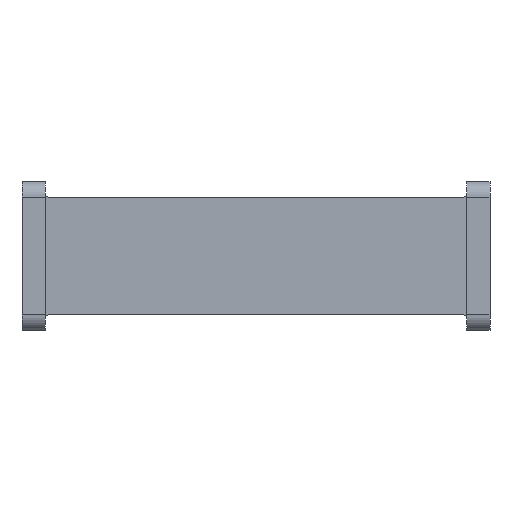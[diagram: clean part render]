
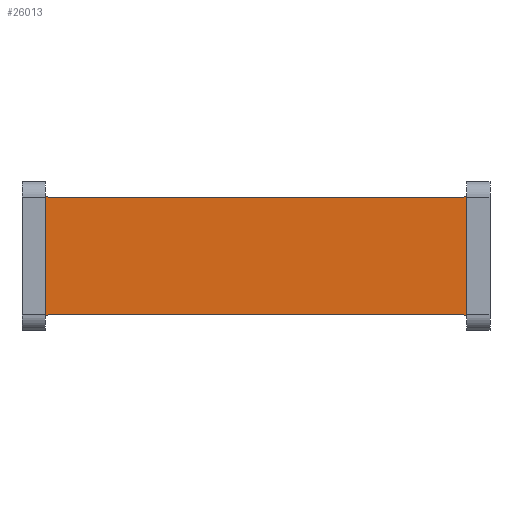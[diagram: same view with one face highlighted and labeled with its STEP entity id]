
A CAD part, front view. The second image highlights one B-rep face of the part: STEP entity #26013.
In plain terms, the highlighted planar face has unit normal (0, -1, 0).
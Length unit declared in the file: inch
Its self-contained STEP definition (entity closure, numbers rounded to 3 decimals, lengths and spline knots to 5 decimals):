
#403 = VECTOR ( 'NONE', #12077, 39.37008 ) ;
#1014 = CARTESIAN_POINT ( 'NONE',  ( -1.06299, -0.12992, 0.31528 ) ) ;
#2438 = VERTEX_POINT ( 'NONE', #1014 ) ;
#2732 = ORIENTED_EDGE ( 'NONE', *, *, #14025, .T. ) ;
#3262 = ORIENTED_EDGE ( 'NONE', *, *, #34116, .T. ) ;
#4301 = VERTEX_POINT ( 'NONE', #40378 ) ;
#4813 = CARTESIAN_POINT ( 'NONE',  ( 1.04299, -0.12992, 0.29528 ) ) ;
#5133 = LINE ( 'NONE', #48416, #42661 ) ;
#6585 = DIRECTION ( 'NONE',  ( 0., 0., 1. ) ) ;
#7034 = EDGE_CURVE ( 'NONE', #50889, #13683, #48075, .T. ) ;
#8198 = ORIENTED_EDGE ( 'NONE', *, *, #28844, .F. ) ;
#8344 = EDGE_CURVE ( 'NONE', #32825, #4301, #25074, .T. ) ;
#8405 = CIRCLE ( 'NONE', #38884, 0.02 ) ;
#8892 = CARTESIAN_POINT ( 'NONE',  ( 1.06299, -0.12992, 0.29528 ) ) ;
#9678 = DIRECTION ( 'NONE',  ( 0., 1., 0. ) ) ;
#9873 = VECTOR ( 'NONE', #12759, 39.37008 ) ;
#10531 = EDGE_CURVE ( 'NONE', #30555, #32825, #41538, .T. ) ;
#12077 = DIRECTION ( 'NONE',  ( 0., 0., 1. ) ) ;
#12759 = DIRECTION ( 'NONE',  ( 0., 0., 1. ) ) ;
#13683 = VERTEX_POINT ( 'NONE', #31968 ) ;
#14025 = EDGE_CURVE ( 'NONE', #4301, #50889, #8405, .T. ) ;
#14386 = FACE_OUTER_BOUND ( 'NONE', #40536, .T. ) ;
#15958 = CARTESIAN_POINT ( 'NONE',  ( -1.06299, -0.12992, 0. ) ) ;
#17382 = DIRECTION ( 'NONE',  ( 0., 1., 0. ) ) ;
#19746 = PLANE ( 'NONE',  #30361 ) ;
#19825 = ORIENTED_EDGE ( 'NONE', *, *, #7034, .T. ) ;
#20843 = DIRECTION ( 'NONE',  ( 1., 0., 0. ) ) ;
#21626 = CARTESIAN_POINT ( 'NONE',  ( 1.04299, -0.12992, 0.31528 ) ) ;
#21664 = AXIS2_PLACEMENT_3D ( 'NONE', #24872, #17382, #25631 ) ;
#23665 = ORIENTED_EDGE ( 'NONE', *, *, #8344, .T. ) ;
#23854 = CARTESIAN_POINT ( 'NONE',  ( -1.1811, -0.12992, 0.29528 ) ) ;
#24872 = CARTESIAN_POINT ( 'NONE',  ( -1.04299, -0.12992, -0.31528 ) ) ;
#25074 = LINE ( 'NONE', #32299, #28790 ) ;
#25631 = DIRECTION ( 'NONE',  ( 0., 0., 1. ) ) ;
#25749 = EDGE_CURVE ( 'NONE', #13683, #45596, #43507, .T. ) ;
#26013 = ADVANCED_FACE ( 'NONE', ( #14386 ), #19746, .F. ) ;
#26522 = DIRECTION ( 'NONE',  ( 0., 1., 0. ) ) ;
#26694 = CARTESIAN_POINT ( 'NONE',  ( -1.06299, -0.12992, -0.31528 ) ) ;
#28439 = CIRCLE ( 'NONE', #50670, 0.02 ) ;
#28686 = AXIS2_PLACEMENT_3D ( 'NONE', #21626, #44559, #33735 ) ;
#28790 = VECTOR ( 'NONE', #32811, 39.37008 ) ;
#28844 = EDGE_CURVE ( 'NONE', #42650, #45596, #5133, .T. ) ;
#30361 = AXIS2_PLACEMENT_3D ( 'NONE', #23854, #47304, #39580 ) ;
#30555 = VERTEX_POINT ( 'NONE', #26694 ) ;
#30899 = CARTESIAN_POINT ( 'NONE',  ( 1.04299, -0.12992, -0.31528 ) ) ;
#31968 = CARTESIAN_POINT ( 'NONE',  ( 1.06299, -0.12992, 0.31528 ) ) ;
#32299 = CARTESIAN_POINT ( 'NONE',  ( -1.1811, -0.12992, -0.29528 ) ) ;
#32406 = EDGE_CURVE ( 'NONE', #30555, #2438, #42763, .T. ) ;
#32593 = CARTESIAN_POINT ( 'NONE',  ( -1.04299, -0.12992, 0.29528 ) ) ;
#32811 = DIRECTION ( 'NONE',  ( 1., 0., 0. ) ) ;
#32825 = VERTEX_POINT ( 'NONE', #42897 ) ;
#33735 = DIRECTION ( 'NONE',  ( 0., 0., 1. ) ) ;
#34116 = EDGE_CURVE ( 'NONE', #42650, #2438, #28439, .T. ) ;
#35557 = ORIENTED_EDGE ( 'NONE', *, *, #10531, .T. ) ;
#38884 = AXIS2_PLACEMENT_3D ( 'NONE', #30899, #26522, #50485 ) ;
#39580 = DIRECTION ( 'NONE',  ( 1., 0., 0. ) ) ;
#40378 = CARTESIAN_POINT ( 'NONE',  ( 1.04299, -0.12992, -0.29528 ) ) ;
#40536 = EDGE_LOOP ( 'NONE', ( #50528, #35557, #23665, #2732, #19825, #41594, #8198, #3262 ) ) ;
#40874 = CARTESIAN_POINT ( 'NONE',  ( 1.06299, -0.12992, -0.31528 ) ) ;
#41538 = CIRCLE ( 'NONE', #21664, 0.02 ) ;
#41594 = ORIENTED_EDGE ( 'NONE', *, *, #25749, .T. ) ;
#41898 = CARTESIAN_POINT ( 'NONE',  ( -1.04299, -0.12992, 0.31528 ) ) ;
#42650 = VERTEX_POINT ( 'NONE', #32593 ) ;
#42661 = VECTOR ( 'NONE', #20843, 39.37008 ) ;
#42763 = LINE ( 'NONE', #15958, #403 ) ;
#42897 = CARTESIAN_POINT ( 'NONE',  ( -1.04299, -0.12992, -0.29528 ) ) ;
#43507 = CIRCLE ( 'NONE', #28686, 0.02 ) ;
#44559 = DIRECTION ( 'NONE',  ( 0., 1., 0. ) ) ;
#45596 = VERTEX_POINT ( 'NONE', #4813 ) ;
#47304 = DIRECTION ( 'NONE',  ( 0., 1., 0. ) ) ;
#48075 = LINE ( 'NONE', #8892, #9873 ) ;
#48416 = CARTESIAN_POINT ( 'NONE',  ( -1.1811, -0.12992, 0.29528 ) ) ;
#50485 = DIRECTION ( 'NONE',  ( 0., 0., 1. ) ) ;
#50528 = ORIENTED_EDGE ( 'NONE', *, *, #32406, .F. ) ;
#50670 = AXIS2_PLACEMENT_3D ( 'NONE', #41898, #9678, #6585 ) ;
#50889 = VERTEX_POINT ( 'NONE', #40874 ) ;
